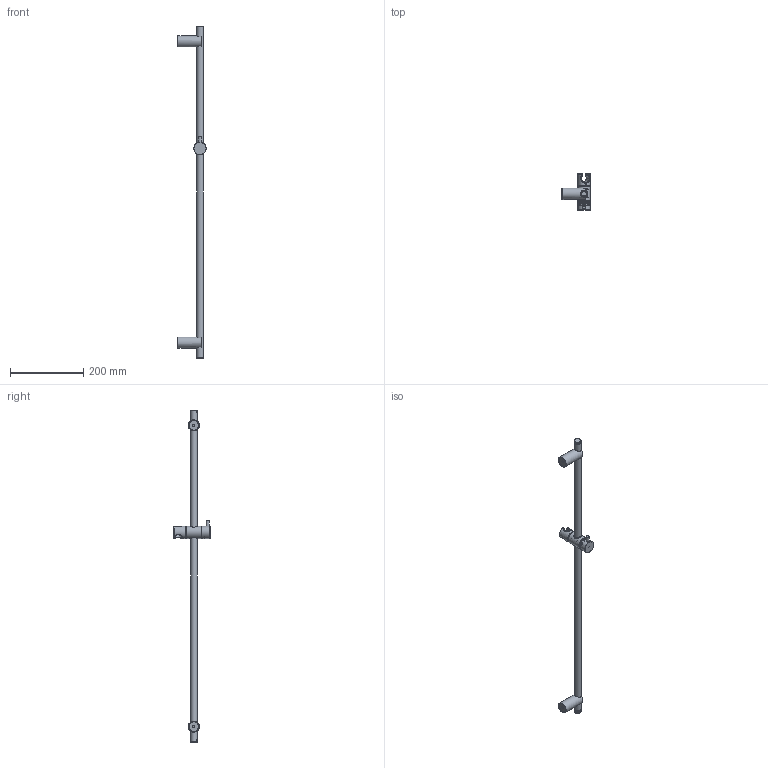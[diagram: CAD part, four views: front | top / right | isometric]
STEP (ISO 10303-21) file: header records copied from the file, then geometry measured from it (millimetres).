
FILE_DESCRIPTION(/* description */ ('Unknown'),/* implementation_level */ '2;1');
FILE_NAME(/* name */ 'AR306-00 Rel1',/* time_stamp */ '2025-01-31T15:15:42+01:00',/* author */ ('Unknown'),/* organization */ ('Unknown'),/* preprocessor_version */ 'ST-DEVELOPER v19.4',/* originating_system */ 'Solid Edge',/* authorisation */ 'Unknown');
FILE_SCHEMA (('AUTOMOTIVE_DESIGN {1 0 10303 214 3 1 1}'));
Length unit declared in the file: millimetre
Products named in the file (13): AR306-00 Rel1; AR307-01; AR307-02; B009-16; AR307-03; AR306-001_oa_0; AR306-01; AR306-16; AR306-08; AR306-15; AR306-002; AR306-02; AR306-03
Assembly tree (16 placements, depth 4):
  AR306-00 Rel1
    AR307-01  x2
    AR307-02
    B009-16  x2
    AR307-03  x2
    AR306-001_oa_0
      AR306-01
      AR306-16
      AR306-08  x2
      AR306-15
      AR306-002
        AR306-02
        AR306-03
Bounding box: 76.95 x 98.5 x 904 mm (x, y, z)
Volume: 152193.3 mm3; surface area: 145729.9 mm2
Topology: 14 solids, 14 shells, 487 faces, 1219 edges, 777 vertices
Faces by surface type: cylinder 193, plane 150, torus 56, cone 38, bspline 30, sphere 20
Full cylindrical faces by diameter (mm): 4 x2, 4.134 x2, 4.5 x1, 4.8 x1, 4.917 x1, 6 x3, 7.7 x1, 8 x3, 8.1 x1, 12 x2, 12.85 x2, 13.8 x1, 15.2 x1, 15.7 x4, 16 x1, 16.3 x1, 18 x3, 19 x1, 20 x1, 21.1 x2, 21.4 x2, 26 x2, 28 x1, 28.4 x1, 28.5 x1, 29.7 x1, 30 x2, 30.5 x1, 30.8 x1, 31.5 x1
Entity records: 15791 total; most frequent: CARTESIAN_POINT 4173, DIRECTION 2076, ORIENTED_EDGE 1910, EDGE_CURVE 955, AXIS2_PLACEMENT_3D 902, VERTEX_POINT 652, FACE_BOUND 543, EDGE_LOOP 542
